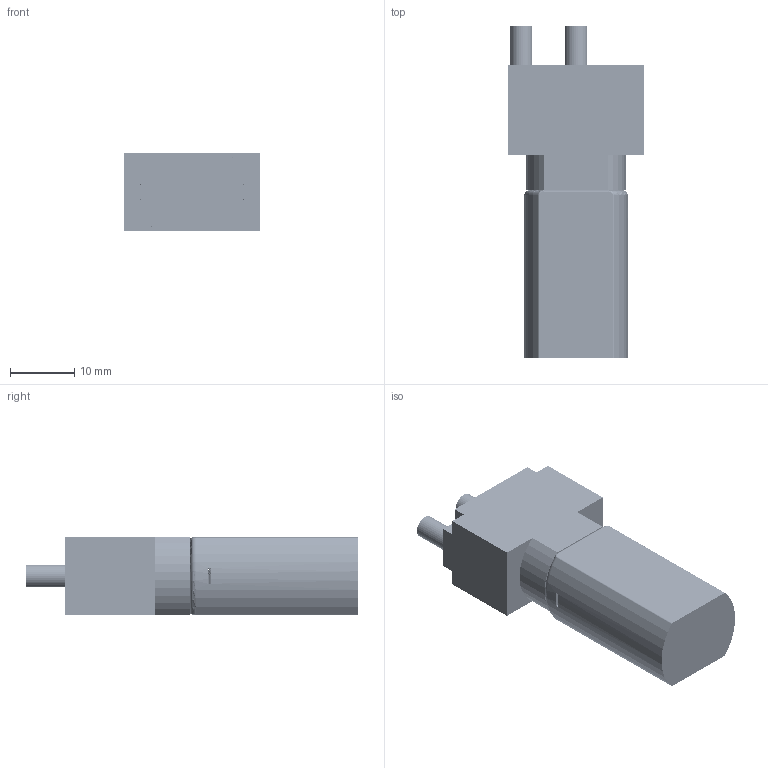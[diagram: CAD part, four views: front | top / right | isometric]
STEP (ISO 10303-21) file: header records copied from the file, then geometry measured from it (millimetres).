
FILE_DESCRIPTION(/* description */ (''),/* implementation_level */ '2;1');
FILE_NAME(/* name */ 'DC_Pump_v2.step',/* time_stamp */ '2025-04-08T13:45:05-04:00',/* author */ (''),/* organization */ (''),/* preprocessor_version */ 'ST-DEVELOPER v20.1',/* originating_system */ 'Autodesk Translation Framework v14.4.0.0',/* authorisation */ '');
FILE_SCHEMA (('AUTOMOTIVE_DESIGN { 1 0 10303 214 3 1 1 }'));
Length unit declared in the file: millimetre
Products named in the file (10): DC_Pump; MiniBrushedMotor; StatorHousing; Gear6; RotorMiniBrushed; RotorMiniBrushed_1; RotorRing; RotorRingBracket; Coil; Wires^RotorMiniBrushed
Assembly tree (30 placements, depth 4):
  DC_Pump
    MiniBrushedMotor
      StatorHousing
      Gear6
      RotorMiniBrushed
        RotorMiniBrushed_1
        RotorRing  x17
        RotorRingBracket  x2
        Coil  x3
        Wires^RotorMiniBrushed  x3
Bounding box: 21 x 51.5 x 12 mm (x, y, z)
Volume: 6175.7 mm3; surface area: 10721.9 mm2
Topology: 497 solids, 497 shells, 7601 faces, 16573 edges, 8878 vertices
Faces by surface type: cylinder 3593, torus 2846, plane 720, bspline 238, sphere 204
Full cylindrical faces by diameter (mm): 0.08 x1803, 1.584 x4, 1.6 x2, 2.398 x1, 2.4 x1, 2.48 x1, 2.64 x1, 2.8 x1, 3 x1, 3.5 x2, 4.2 x2, 4.32 x3, 4.84 x2, 7.52 x1
Entity records: 53067 total; most frequent: DIRECTION 10377, CARTESIAN_POINT 9966, ORIENTED_EDGE 8066, AXIS2_PLACEMENT_3D 4493, EDGE_CURVE 4033, CIRCLE 2606, VERTEX_POINT 2222, EDGE_LOOP 1911
